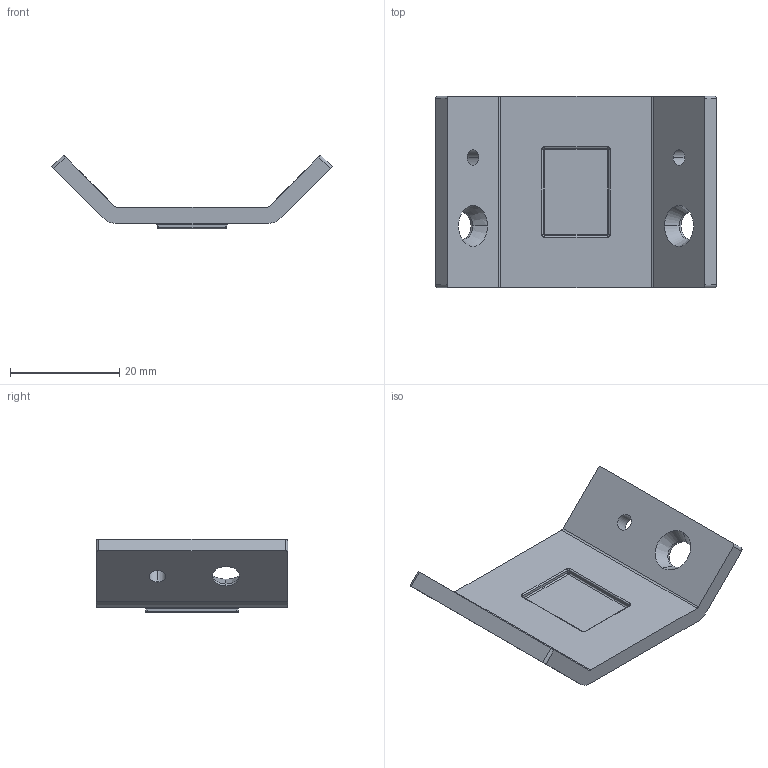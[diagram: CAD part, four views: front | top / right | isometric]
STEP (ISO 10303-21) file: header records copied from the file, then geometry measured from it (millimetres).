
FILE_DESCRIPTION(/* description */ (''),/* implementation_level */ '2;1');
FILE_NAME(/* name */ 'TS018',/* time_stamp */ '2025-02-26T14:32:41+08:00',/* author */ (''),/* organization */ (''),/* preprocessor_version */ 'ST-DEVELOPER v19.2',/* originating_system */ 'Rhino 8.5',/* authorisation */ '');
FILE_SCHEMA (('CONFIG_CONTROL_DESIGN'));
Length unit declared in the file: millimetre
Products named in the file (1): Document
Bounding box: 51.28 x 35 x 13.51 mm (x, y, z)
Volume: 5812.5 mm3; surface area: 4672.5 mm2
Topology: 1 solids, 1 shells, 80 faces, 185 edges, 109 vertices
Faces by surface type: cylinder 40, plane 20, bspline 20
Entity records: 2645 total; most frequent: CARTESIAN_POINT 992, ORIENTED_EDGE 368, DIRECTION 220, EDGE_CURVE 184, AXIS2_PLACEMENT_3D 140, VERTEX_POINT 108, EDGE_LOOP 90, ADVANCED_FACE 80
